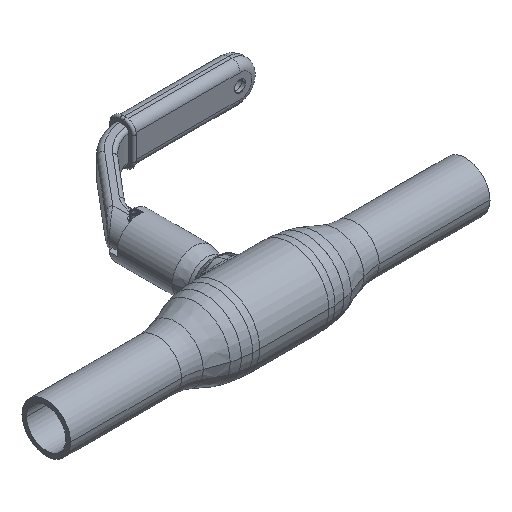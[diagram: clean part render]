
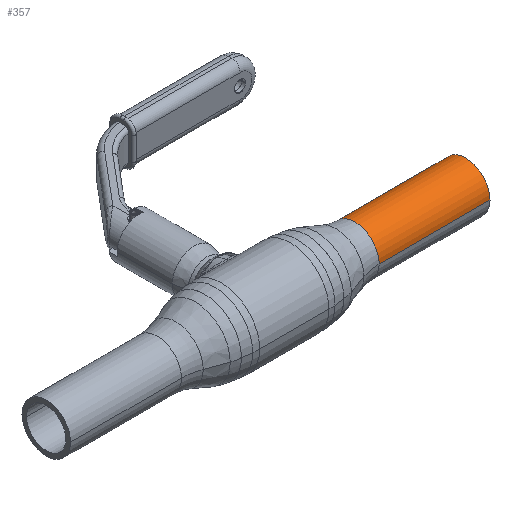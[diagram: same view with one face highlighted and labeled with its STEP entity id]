
A CAD part, isometric view. The second image highlights one B-rep face of the part: STEP entity #357.
In plain terms, the highlighted cylindrical face has radius 13.45 mm (diameter 26.9 mm), a partial arc.
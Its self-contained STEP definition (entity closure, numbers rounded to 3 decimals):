
#103=CARTESIAN_POINT('',(22.114,0.,0.));
#104=DIRECTION('',(1.,0.,0.));
#105=DIRECTION('',(0.,1.,0.));
#106=AXIS2_PLACEMENT_3D('',#103,#104,#105);
#108=DIRECTION('',(-1.,0.,0.));
#109=VECTOR('',#108,61.386);
#110=CARTESIAN_POINT('',(83.5,13.45,0.));
#111=LINE('',#110,#109);
#112=CARTESIAN_POINT('',(83.5,0.,0.));
#113=DIRECTION('',(1.,0.,0.));
#114=DIRECTION('',(0.,1.,0.));
#115=AXIS2_PLACEMENT_3D('',#112,#113,#114);
#117=DIRECTION('',(-1.,0.,0.));
#118=VECTOR('',#117,61.386);
#119=CARTESIAN_POINT('',(83.5,-13.45,0.));
#120=LINE('',#119,#118);
#153=CARTESIAN_POINT('',(83.5,13.45,0.));
#154=CARTESIAN_POINT('',(83.5,-13.45,0.));
#155=VERTEX_POINT('',#153);
#156=VERTEX_POINT('',#154);
#161=CARTESIAN_POINT('',(22.114,-13.45,0.));
#162=CARTESIAN_POINT('',(22.114,13.45,0.));
#163=VERTEX_POINT('',#161);
#164=VERTEX_POINT('',#162);
#343=CARTESIAN_POINT('',(87.675,0.,0.));
#344=DIRECTION('',(-1.,0.,0.));
#345=DIRECTION('',(0.,1.,0.));
#346=AXIS2_PLACEMENT_3D('',#343,#344,#345);
#347=CYLINDRICAL_SURFACE('',#346,13.45);
#348=ORIENTED_EDGE('',*,*,#325,.F.);
#350=ORIENTED_EDGE('',*,*,#349,.F.);
#352=ORIENTED_EDGE('',*,*,#351,.T.);
#354=ORIENTED_EDGE('',*,*,#353,.T.);
#355=EDGE_LOOP('',(#348,#350,#352,#354));
#356=FACE_OUTER_BOUND('',#355,.F.);
#107=CIRCLE('',#106,13.45);
#116=CIRCLE('',#115,13.45);
#325=EDGE_CURVE('',#164,#163,#107,.T.);
#349=EDGE_CURVE('',#155,#164,#111,.T.);
#351=EDGE_CURVE('',#155,#156,#116,.T.);
#353=EDGE_CURVE('',#156,#163,#120,.T.);
#357=ADVANCED_FACE('',(#356),#347,.T.);
